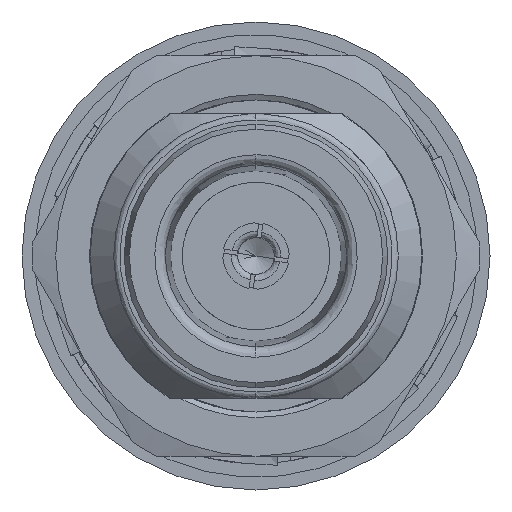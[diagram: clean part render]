
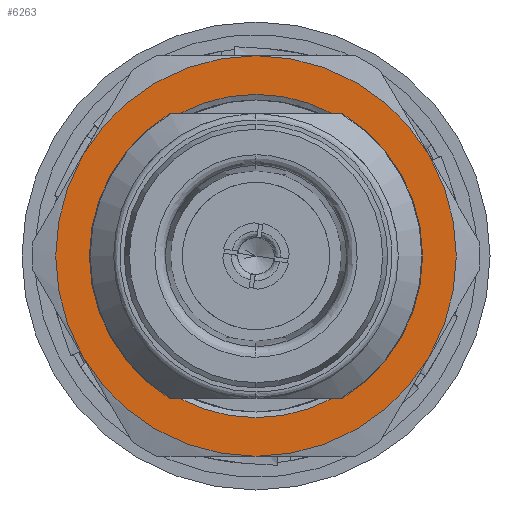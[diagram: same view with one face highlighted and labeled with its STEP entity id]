
A CAD part, left-side view. The second image highlights one B-rep face of the part: STEP entity #6263.
In plain terms, the highlighted planar face has unit normal (-1, 0, 0).
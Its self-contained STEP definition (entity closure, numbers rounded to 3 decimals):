
#220 = CARTESIAN_POINT ( 'NONE',  ( 13.459, 0., 0. ) ) ;
#336 = CARTESIAN_POINT ( 'NONE',  ( 13.459, 0., 0. ) ) ;
#362 = EDGE_CURVE ( 'NONE', #12753, #9101, #13926, .T. ) ;
#373 = CARTESIAN_POINT ( 'NONE',  ( 13.459, 8.227, 4.75 ) ) ;
#390 = CARTESIAN_POINT ( 'NONE',  ( 13.459, -3.658, 6.74 ) ) ;
#391 = VERTEX_POINT ( 'NONE', #4257 ) ;
#555 = CARTESIAN_POINT ( 'NONE',  ( 13.459, 8.172, -6.74 ) ) ;
#567 = AXIS2_PLACEMENT_3D ( 'NONE', #8251, #11522, #3800 ) ;
#647 = EDGE_CURVE ( 'NONE', #4345, #14292, #11146, .T. ) ;
#741 = VERTEX_POINT ( 'NONE', #2248 ) ;
#826 = AXIS2_PLACEMENT_3D ( 'NONE', #3068, #9806, #10880 ) ;
#866 = ORIENTED_EDGE ( 'NONE', *, *, #2367, .T. ) ;
#1185 = EDGE_CURVE ( 'NONE', #9101, #741, #13203, .T. ) ;
#1193 = CARTESIAN_POINT ( 'NONE',  ( 13.459, -7.759, 0. ) ) ;
#1335 = VECTOR ( 'NONE', #11579, 1000. ) ;
#1571 = EDGE_CURVE ( 'NONE', #2547, #11917, #9258, .T. ) ;
#1734 = DIRECTION ( 'NONE',  ( 0., 1., 0. ) ) ;
#1823 = VECTOR ( 'NONE', #13595, 1000. ) ;
#2117 = VERTEX_POINT ( 'NONE', #11262 ) ;
#2248 = CARTESIAN_POINT ( 'NONE',  ( 13.459, 3.844, 6.74 ) ) ;
#2367 = EDGE_CURVE ( 'NONE', #4900, #9620, #5307, .T. ) ;
#2370 = AXIS2_PLACEMENT_3D ( 'NONE', #13746, #10246, #12485 ) ;
#2425 = ORIENTED_EDGE ( 'NONE', *, *, #647, .T. ) ;
#2477 = EDGE_CURVE ( 'NONE', #5485, #12753, #6679, .T. ) ;
#2547 = VERTEX_POINT ( 'NONE', #8301 ) ;
#2553 = DIRECTION ( 'NONE',  ( 0., -1., 0. ) ) ;
#2570 = DIRECTION ( 'NONE',  ( 0., 0., -1. ) ) ;
#2606 = CARTESIAN_POINT ( 'NONE',  ( 13.459, 8.172, 6.74 ) ) ;
#2694 = ORIENTED_EDGE ( 'NONE', *, *, #11157, .T. ) ;
#2831 = ORIENTED_EDGE ( 'NONE', *, *, #9695, .T. ) ;
#3068 = CARTESIAN_POINT ( 'NONE',  ( 13.459, 0., 0. ) ) ;
#3119 = DIRECTION ( 'NONE',  ( 1., 0., 0. ) ) ;
#3153 = AXIS2_PLACEMENT_3D ( 'NONE', #9297, #9147, #2570 ) ;
#3164 = DIRECTION ( 'NONE',  ( 0., 0., 1. ) ) ;
#3259 = EDGE_CURVE ( 'NONE', #9620, #10492, #6489, .T. ) ;
#3333 = VECTOR ( 'NONE', #2553, 1000. ) ;
#3339 = AXIS2_PLACEMENT_3D ( 'NONE', #336, #10410, #12699 ) ;
#3356 = CARTESIAN_POINT ( 'NONE',  ( 13.459, 0., 0. ) ) ;
#3411 = ORIENTED_EDGE ( 'NONE', *, *, #6569, .T. ) ;
#3484 = ORIENTED_EDGE ( 'NONE', *, *, #1571, .T. ) ;
#3600 = CARTESIAN_POINT ( 'NONE',  ( 13.459, 3.658, -6.74 ) ) ;
#3710 = ORIENTED_EDGE ( 'NONE', *, *, #2477, .T. ) ;
#3800 = DIRECTION ( 'NONE',  ( 0., 0., -1. ) ) ;
#4158 = EDGE_CURVE ( 'NONE', #2117, #12351, #12092, .T. ) ;
#4257 = CARTESIAN_POINT ( 'NONE',  ( 13.459, -8.227, 4.75 ) ) ;
#4277 = LINE ( 'NONE', #13804, #1335 ) ;
#4345 = VERTEX_POINT ( 'NONE', #1193 ) ;
#4360 = CIRCLE ( 'NONE', #2370, 9.5 ) ;
#4502 = AXIS2_PLACEMENT_3D ( 'NONE', #12134, #13173, #9691 ) ;
#4508 = FACE_BOUND ( 'NONE', #14134, .T. ) ;
#4517 = ORIENTED_EDGE ( 'NONE', *, *, #1185, .T. ) ;
#4575 = CARTESIAN_POINT ( 'NONE',  ( 13.459, 0., 0. ) ) ;
#4585 = EDGE_LOOP ( 'NONE', ( #14181, #12922, #2831, #5752, #3411, #866 ) ) ;
#4629 = CARTESIAN_POINT ( 'NONE',  ( 13.459, 8.227, -4.75 ) ) ;
#4719 = DIRECTION ( 'NONE',  ( 0., 0., -1. ) ) ;
#4900 = VERTEX_POINT ( 'NONE', #4629 ) ;
#4956 = EDGE_CURVE ( 'NONE', #10492, #391, #4360, .T. ) ;
#5202 = FACE_OUTER_BOUND ( 'NONE', #4585, .T. ) ;
#5260 = LINE ( 'NONE', #2606, #3333 ) ;
#5301 = AXIS2_PLACEMENT_3D ( 'NONE', #3356, #3119, #6731 ) ;
#5307 = CIRCLE ( 'NONE', #3153, 9.5 ) ;
#5385 = ORIENTED_EDGE ( 'NONE', *, *, #362, .T. ) ;
#5437 = AXIS2_PLACEMENT_3D ( 'NONE', #8747, #9861, #3164 ) ;
#5455 = CARTESIAN_POINT ( 'NONE',  ( 13.459, -8.227, -4.75 ) ) ;
#5485 = VERTEX_POINT ( 'NONE', #10126 ) ;
#5752 = ORIENTED_EDGE ( 'NONE', *, *, #4158, .T. ) ;
#6263 = ADVANCED_FACE ( 'NONE', ( #5202, #4508 ), #10785, .T. ) ;
#6354 = AXIS2_PLACEMENT_3D ( 'NONE', #4575, #13434, #4719 ) ;
#6489 = CIRCLE ( 'NONE', #6354, 9.5 ) ;
#6569 = EDGE_CURVE ( 'NONE', #12351, #4900, #13386, .T. ) ;
#6605 = AXIS2_PLACEMENT_3D ( 'NONE', #220, #11573, #12727 ) ;
#6679 = CIRCLE ( 'NONE', #6605, 7.669 ) ;
#6731 = DIRECTION ( 'NONE',  ( 0., 0., 1. ) ) ;
#8251 = CARTESIAN_POINT ( 'NONE',  ( 13.459, 0., 0. ) ) ;
#8301 = CARTESIAN_POINT ( 'NONE',  ( 13.459, 3.658, 6.74 ) ) ;
#8542 = VECTOR ( 'NONE', #1734, 1000. ) ;
#8747 = CARTESIAN_POINT ( 'NONE',  ( 13.459, 7.4, 0. ) ) ;
#8996 = AXIS2_PLACEMENT_3D ( 'NONE', #11792, #9731, #12973 ) ;
#9064 = AXIS2_PLACEMENT_3D ( 'NONE', #11709, #9788, #10912 ) ;
#9101 = VERTEX_POINT ( 'NONE', #12646 ) ;
#9147 = DIRECTION ( 'NONE',  ( -1., 0., 0. ) ) ;
#9240 = CARTESIAN_POINT ( 'NONE',  ( 13.459, 0., -9.5 ) ) ;
#9258 = CIRCLE ( 'NONE', #826, 7.669 ) ;
#9297 = CARTESIAN_POINT ( 'NONE',  ( 13.459, 0., 0. ) ) ;
#9541 = CIRCLE ( 'NONE', #567, 9.5 ) ;
#9620 = VERTEX_POINT ( 'NONE', #9240 ) ;
#9691 = DIRECTION ( 'NONE',  ( 0., 0., -1. ) ) ;
#9695 = EDGE_CURVE ( 'NONE', #391, #2117, #9541, .T. ) ;
#9731 = DIRECTION ( 'NONE',  ( -1., 0., 0. ) ) ;
#9788 = DIRECTION ( 'NONE',  ( 1., 0., 0. ) ) ;
#9806 = DIRECTION ( 'NONE',  ( 1., 0., 0. ) ) ;
#9861 = DIRECTION ( 'NONE',  ( -1., 0., 0. ) ) ;
#10126 = CARTESIAN_POINT ( 'NONE',  ( 13.459, -3.658, -6.74 ) ) ;
#10246 = DIRECTION ( 'NONE',  ( -1., 0., 0. ) ) ;
#10324 = ORIENTED_EDGE ( 'NONE', *, *, #13235, .T. ) ;
#10410 = DIRECTION ( 'NONE',  ( 1., 0., 0. ) ) ;
#10492 = VERTEX_POINT ( 'NONE', #5455 ) ;
#10663 = EDGE_CURVE ( 'NONE', #11917, #12316, #4277, .T. ) ;
#10785 = PLANE ( 'NONE',  #5437 ) ;
#10880 = DIRECTION ( 'NONE',  ( 0., -1., 0. ) ) ;
#10912 = DIRECTION ( 'NONE',  ( 0., 0., 1. ) ) ;
#11146 = CIRCLE ( 'NONE', #9064, 7.759 ) ;
#11157 = EDGE_CURVE ( 'NONE', #14292, #5485, #13163, .T. ) ;
#11210 = ORIENTED_EDGE ( 'NONE', *, *, #10663, .T. ) ;
#11262 = CARTESIAN_POINT ( 'NONE',  ( 13.459, 0., 9.5 ) ) ;
#11522 = DIRECTION ( 'NONE',  ( -1., 0., 0. ) ) ;
#11573 = DIRECTION ( 'NONE',  ( 1., 0., 0. ) ) ;
#11579 = DIRECTION ( 'NONE',  ( 0., -1., 0. ) ) ;
#11709 = CARTESIAN_POINT ( 'NONE',  ( 13.459, 0., 0. ) ) ;
#11792 = CARTESIAN_POINT ( 'NONE',  ( 13.459, 0., 0. ) ) ;
#11917 = VERTEX_POINT ( 'NONE', #390 ) ;
#11935 = ORIENTED_EDGE ( 'NONE', *, *, #13795, .T. ) ;
#12092 = CIRCLE ( 'NONE', #8996, 9.5 ) ;
#12134 = CARTESIAN_POINT ( 'NONE',  ( 13.459, 0., 0. ) ) ;
#12316 = VERTEX_POINT ( 'NONE', #13512 ) ;
#12351 = VERTEX_POINT ( 'NONE', #373 ) ;
#12485 = DIRECTION ( 'NONE',  ( 0., 0., -1. ) ) ;
#12646 = CARTESIAN_POINT ( 'NONE',  ( 13.459, 3.844, -6.74 ) ) ;
#12699 = DIRECTION ( 'NONE',  ( 0., 0., 1. ) ) ;
#12727 = DIRECTION ( 'NONE',  ( 0., -1., 0. ) ) ;
#12753 = VERTEX_POINT ( 'NONE', #3600 ) ;
#12857 = CARTESIAN_POINT ( 'NONE',  ( 13.459, -3.844, -6.74 ) ) ;
#12922 = ORIENTED_EDGE ( 'NONE', *, *, #4956, .T. ) ;
#12973 = DIRECTION ( 'NONE',  ( 0., 0., -1. ) ) ;
#12996 = CARTESIAN_POINT ( 'NONE',  ( 13.459, 8.172, -6.74 ) ) ;
#13163 = LINE ( 'NONE', #555, #1823 ) ;
#13173 = DIRECTION ( 'NONE',  ( -1., 0., 0. ) ) ;
#13203 = CIRCLE ( 'NONE', #5301, 7.759 ) ;
#13235 = EDGE_CURVE ( 'NONE', #741, #2547, #5260, .T. ) ;
#13386 = CIRCLE ( 'NONE', #4502, 9.5 ) ;
#13434 = DIRECTION ( 'NONE',  ( -1., 0., 0. ) ) ;
#13512 = CARTESIAN_POINT ( 'NONE',  ( 13.459, -3.844, 6.74 ) ) ;
#13595 = DIRECTION ( 'NONE',  ( 0., 1., 0. ) ) ;
#13746 = CARTESIAN_POINT ( 'NONE',  ( 13.459, 0., 0. ) ) ;
#13795 = EDGE_CURVE ( 'NONE', #12316, #4345, #13803, .T. ) ;
#13803 = CIRCLE ( 'NONE', #3339, 7.759 ) ;
#13804 = CARTESIAN_POINT ( 'NONE',  ( 13.459, 8.172, 6.74 ) ) ;
#13926 = LINE ( 'NONE', #12996, #8542 ) ;
#14134 = EDGE_LOOP ( 'NONE', ( #3484, #11210, #11935, #2425, #2694, #3710, #5385, #4517, #10324 ) ) ;
#14181 = ORIENTED_EDGE ( 'NONE', *, *, #3259, .T. ) ;
#14292 = VERTEX_POINT ( 'NONE', #12857 ) ;
